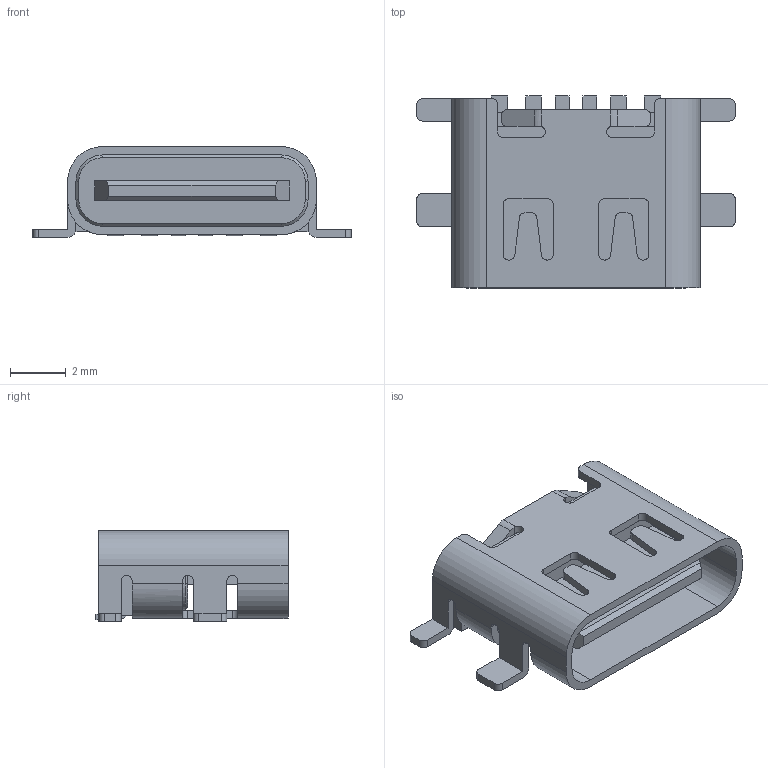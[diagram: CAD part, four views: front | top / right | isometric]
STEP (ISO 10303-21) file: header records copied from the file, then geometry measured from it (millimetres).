
FILE_DESCRIPTION (( 'STEP AP214' ), '1' );
FILE_NAME ('TypeC-6Pin-SMD-QT.STEP', '2025-06-30T08:13:00', ( '' ), ( '' ), 'SwSTEP 2.0', 'SolidWorks 2025', '' );
FILE_SCHEMA (( 'AUTOMOTIVE_DESIGN' ));
Length unit declared in the file: millimetre
Products named in the file (1): TypeC-6Pin-SMD-QT
Bounding box: 11.44 x 6.9 x 3.26 mm (x, y, z)
Volume: 109.1 mm3; surface area: 341.6 mm2
Topology: 1 solids, 1 shells, 214 faces, 622 edges, 408 vertices
Faces by surface type: plane 136, cylinder 74, cone 4
Entity records: 8957 total; most frequent: CARTESIAN_POINT 1251, ORIENTED_EDGE 1244, DIRECTION 1210, EDGE_CURVE 622, VECTOR 460, LINE 460, VERTEX_POINT 408, AXIS2_PLACEMENT_3D 375
